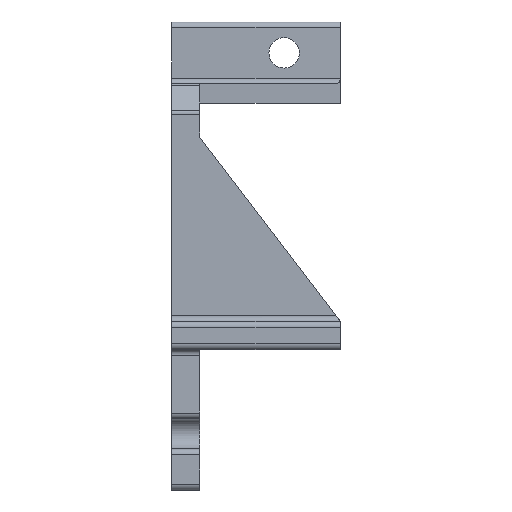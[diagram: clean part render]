
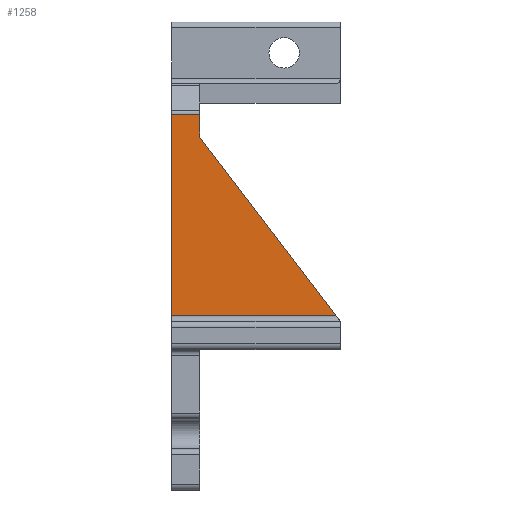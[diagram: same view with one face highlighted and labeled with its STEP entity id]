
A CAD part, left-side view. The second image highlights one B-rep face of the part: STEP entity #1258.
In plain terms, the highlighted planar face has unit normal (-1, 0, 0).
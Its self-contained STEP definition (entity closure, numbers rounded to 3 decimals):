
#85=PLANE('',#1403);
#141=FACE_OUTER_BOUND('',#222,.T.);
#222=EDGE_LOOP('',(#1121,#1122,#1123,#1124,#1125));
#253=LINE('',#1852,#368);
#295=LINE('',#2012,#410);
#344=LINE('',#2138,#459);
#346=LINE('',#2141,#461);
#347=LINE('',#2142,#462);
#368=VECTOR('',#1462,10.);
#410=VECTOR('',#1604,10.);
#459=VECTOR('',#1749,10.);
#461=VECTOR('',#1753,10.);
#462=VECTOR('',#1754,10.);
#559=VERTEX_POINT('',#1849);
#560=VERTEX_POINT('',#1851);
#627=VERTEX_POINT('',#2009);
#628=VERTEX_POINT('',#2011);
#657=VERTEX_POINT('',#2136);
#680=EDGE_CURVE('',#560,#559,#253,.T.);
#760=EDGE_CURVE('',#627,#628,#295,.T.);
#826=EDGE_CURVE('',#657,#559,#344,.T.);
#828=EDGE_CURVE('',#657,#628,#346,.T.);
#829=EDGE_CURVE('',#560,#627,#347,.T.);
#1121=ORIENTED_EDGE('',*,*,#826,.F.);
#1122=ORIENTED_EDGE('',*,*,#828,.T.);
#1123=ORIENTED_EDGE('',*,*,#760,.F.);
#1124=ORIENTED_EDGE('',*,*,#829,.F.);
#1125=ORIENTED_EDGE('',*,*,#680,.T.);
#1258=ADVANCED_FACE('',(#141),#85,.F.);
#1403=AXIS2_PLACEMENT_3D('',#2140,#1751,#1752);
#1462=DIRECTION('',(0.,0.,-1.));
#1604=DIRECTION('',(0.,0.,-1.));
#1749=DIRECTION('',(0.,1.,0.));
#1751=DIRECTION('center_axis',(1.,0.,0.));
#1752=DIRECTION('ref_axis',(0.,0.,-1.));
#1753=DIRECTION('',(0.,0.606,0.795));
#1754=DIRECTION('',(0.,-1.,0.));
#1849=CARTESIAN_POINT('',(-25.3,5.,-16.));
#1851=CARTESIAN_POINT('',(-25.3,5.,19.886));
#1852=CARTESIAN_POINT('',(-25.3,5.,25.3));
#2009=CARTESIAN_POINT('',(-25.3,0.,19.886));
#2011=CARTESIAN_POINT('',(-25.3,0.,15.8));
#2012=CARTESIAN_POINT('',(-25.3,0.,25.3));
#2136=CARTESIAN_POINT('',(-25.3,-24.238,-16.));
#2138=CARTESIAN_POINT('',(-25.3,0.,-16.));
#2140=CARTESIAN_POINT('Origin',(-25.3,0.,25.3));
#2141=CARTESIAN_POINT('',(-25.3,-3.96,10.605));
#2142=CARTESIAN_POINT('',(-25.3,0.,19.886));
